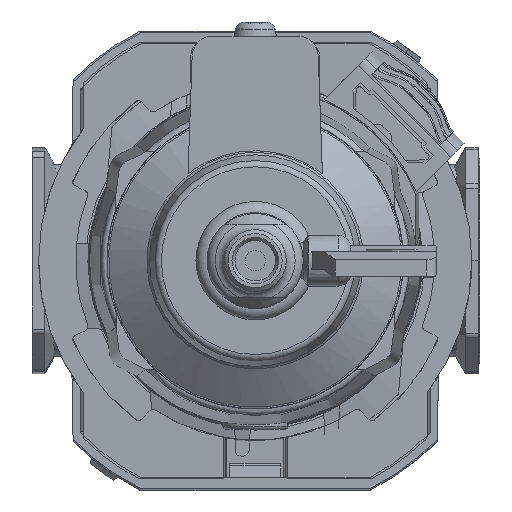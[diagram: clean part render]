
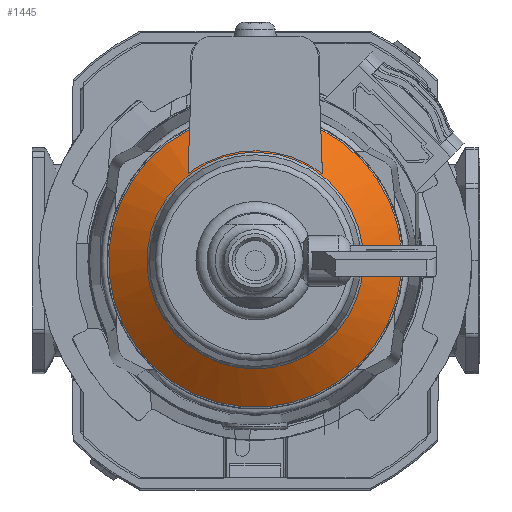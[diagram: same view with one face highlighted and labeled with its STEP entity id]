
A CAD part, front view. The second image highlights one B-rep face of the part: STEP entity #1445.
In plain terms, the highlighted conical face has half-angle 55 degrees and reference radius 23.023 mm.
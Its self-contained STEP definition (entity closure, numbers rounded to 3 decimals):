
#1445 = ADVANCED_FACE( '', ( #3863, #3864 ), #3865, .T. );
#3863 = FACE_BOUND( '', #7534, .T. );
#3864 = FACE_OUTER_BOUND( '', #7535, .T. );
#3865 = CONICAL_SURFACE( '', #7536, 23.023, 0.96 );
#7534 = EDGE_LOOP( '', ( #11866 ) );
#7535 = EDGE_LOOP( '', ( #11867, #11868, #11869, #11870 ) );
#7536 = AXIS2_PLACEMENT_3D( '', #11871, #11872, #11873 );
#11866 = ORIENTED_EDGE( '', *, *, #22093, .F. );
#11867 = ORIENTED_EDGE( '', *, *, #22094, .F. );
#11868 = ORIENTED_EDGE( '', *, *, #22095, .T. );
#11869 = ORIENTED_EDGE( '', *, *, #22096, .T. );
#11870 = ORIENTED_EDGE( '', *, *, #22097, .T. );
#11871 = CARTESIAN_POINT( '', ( 0., 8.923, 0. ) );
#11872 = DIRECTION( '', ( 0., 1., 0. ) );
#11873 = DIRECTION( '', ( 0., 0., 1. ) );
#22093 = EDGE_CURVE( '', #26399, #26399, #26400, .T. );
#22094 = EDGE_CURVE( '', #26401, #26402, #26403, .T. );
#22095 = EDGE_CURVE( '', #26401, #26404, #26405, .T. );
#22096 = EDGE_CURVE( '', #26404, #26406, #26407, .T. );
#22097 = EDGE_CURVE( '', #26406, #26402, #26408, .T. );
#26399 = VERTEX_POINT( '', #32805 );
#26400 = CIRCLE( '', #32806, 17.004 );
#26401 = VERTEX_POINT( '', #32807 );
#26402 = VERTEX_POINT( '', #32808 );
#26403 = CIRCLE( '', #32809, 17.246 );
#26404 = VERTEX_POINT( '', #32810 );
#26405 = B_SPLINE_CURVE_WITH_KNOTS( '', 3, ( #32811, #32812, #32813, #32814, #32815, #32816 ), .UNSPECIFIED., .F., .F., ( 4, 2, 4 ), ( 0., 0.004, 0.008 ), .UNSPECIFIED. );
#26406 = VERTEX_POINT( '', #32817 );
#26407 = CIRCLE( '', #32818, 23.023 );
#26408 = B_SPLINE_CURVE_WITH_KNOTS( '', 3, ( #32819, #32820, #32821, #32822, #32823, #32824 ), .UNSPECIFIED., .F., .F., ( 4, 2, 4 ), ( 0., 0.004, 0.008 ), .UNSPECIFIED. );
#32805 = CARTESIAN_POINT( '', ( 0., 4.709, -17.004 ) );
#32806 = AXIS2_PLACEMENT_3D( '', #42826, #42827, #42828 );
#32807 = CARTESIAN_POINT( '', ( -10.544, 4.878, 13.646 ) );
#32808 = CARTESIAN_POINT( '', ( 10.544, 4.878, 13.646 ) );
#32809 = AXIS2_PLACEMENT_3D( '', #42829, #42830, #42831 );
#32810 = CARTESIAN_POINT( '', ( -10.302, 8.923, 20.589 ) );
#32811 = CARTESIAN_POINT( '', ( -10.544, 4.878, 13.646 ) );
#32812 = CARTESIAN_POINT( '', ( -10.503, 5.514, 14.826 ) );
#32813 = CARTESIAN_POINT( '', ( -10.463, 6.175, 15.99 ) );
#32814 = CARTESIAN_POINT( '', ( -10.382, 7.529, 18.302 ) );
#32815 = CARTESIAN_POINT( '', ( -10.342, 8.221, 19.448 ) );
#32816 = CARTESIAN_POINT( '', ( -10.302, 8.923, 20.589 ) );
#32817 = CARTESIAN_POINT( '', ( 10.302, 8.923, 20.589 ) );
#32818 = AXIS2_PLACEMENT_3D( '', #42832, #42833, #42834 );
#32819 = CARTESIAN_POINT( '', ( 10.302, 8.923, 20.589 ) );
#32820 = CARTESIAN_POINT( '', ( 10.342, 8.221, 19.448 ) );
#32821 = CARTESIAN_POINT( '', ( 10.382, 7.529, 18.302 ) );
#32822 = CARTESIAN_POINT( '', ( 10.463, 6.175, 15.99 ) );
#32823 = CARTESIAN_POINT( '', ( 10.503, 5.514, 14.826 ) );
#32824 = CARTESIAN_POINT( '', ( 10.544, 4.878, 13.646 ) );
#42826 = CARTESIAN_POINT( '', ( 0., 4.709, 0. ) );
#42827 = DIRECTION( '', ( 0., -1., 0. ) );
#42828 = DIRECTION( '', ( 0., 0., -1. ) );
#42829 = CARTESIAN_POINT( '', ( 0., 4.878, 0. ) );
#42830 = DIRECTION( '', ( 0., 1., 0. ) );
#42831 = DIRECTION( '', ( 0., 0., 1. ) );
#42832 = CARTESIAN_POINT( '', ( 0., 8.923, 0. ) );
#42833 = DIRECTION( '', ( 0., -1., 0. ) );
#42834 = DIRECTION( '', ( 0., 0., -1. ) );
